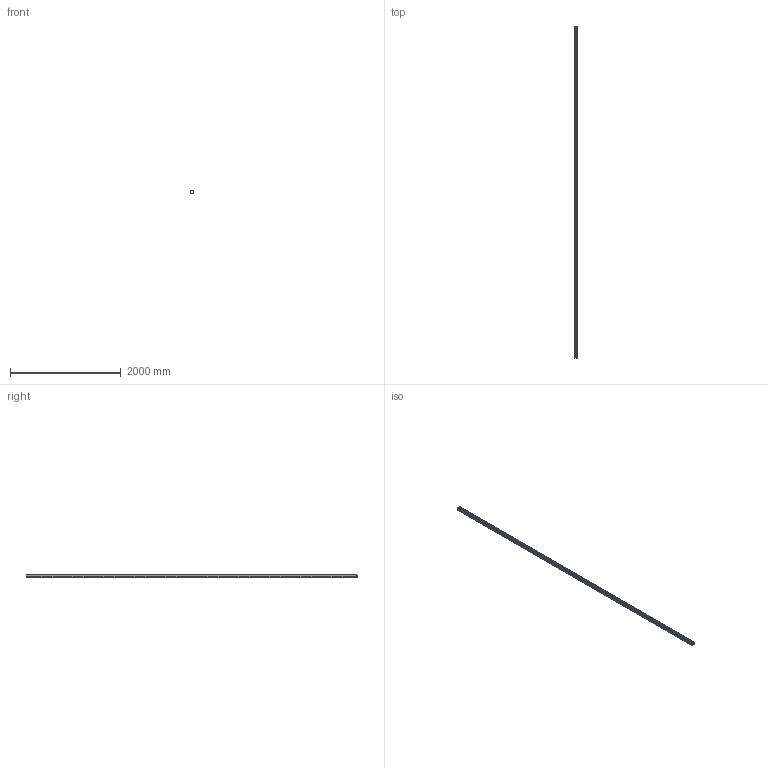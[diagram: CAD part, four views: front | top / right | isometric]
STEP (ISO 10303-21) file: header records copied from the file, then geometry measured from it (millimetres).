
FILE_DESCRIPTION(/* description */ (''),/* implementation_level */ '2;1');
FILE_NAME(/* name */ 'KGJ_KCJ50H60_6.stp',/* time_stamp */ '2020-03-24T14:15:18+01:00',/* author */ ('stanislaw.luczak'),/* organization */ (''),/* preprocessor_version */ 'ST-DEVELOPER v18',/* originating_system */ 'Autodesk Inventor 2020',/* authorisation */ '');
FILE_SCHEMA (('AUTOMOTIVE_DESIGN { 1 0 10303 214 3 1 1 }'));
Products named in the file (1): KGJ50H60_6
Bounding box: 52 x 6000 x 60.97 mm (x, y, z)
Volume: 970958.4 mm3; surface area: 2007331 mm2
Topology: 1 solids, 1 shells, 5626 faces, 16098 edges, 10658 vertices
Faces by surface type: plane 3201, cylinder 2417, torus 4, bspline 4
Full cylindrical faces by diameter (mm): 8.5 x119
Entity records: 188425 total; most frequent: CARTESIAN_POINT 32415, ORIENTED_EDGE 32196, DIRECTION 32182, EDGE_CURVE 16098, LINE 11260, VECTOR 11260, VERTEX_POINT 10658, AXIS2_PLACEMENT_3D 10461
